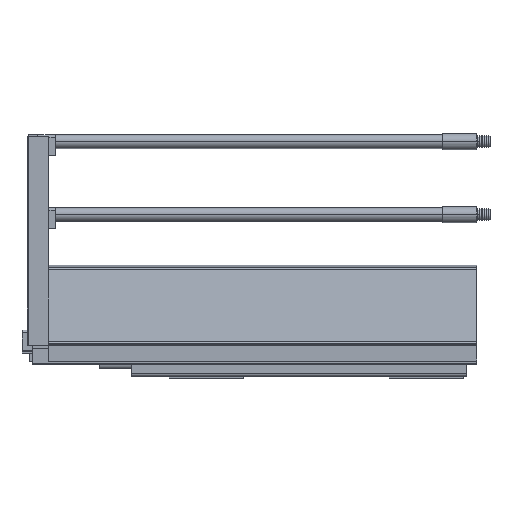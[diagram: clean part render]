
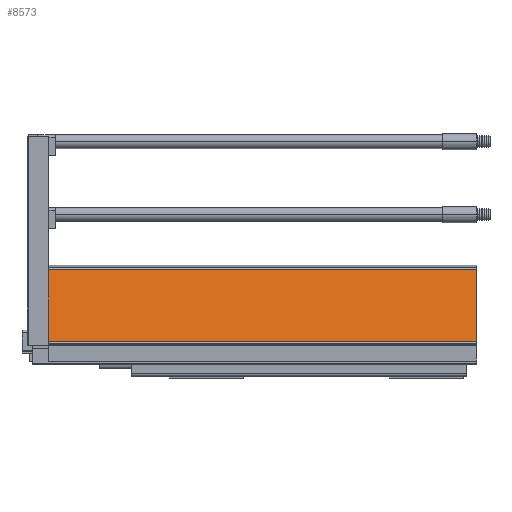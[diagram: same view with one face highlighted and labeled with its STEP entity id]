
A CAD part, top view. The second image highlights one B-rep face of the part: STEP entity #8573.
In plain terms, the highlighted planar face has unit normal (0, 0.208, 0.978).
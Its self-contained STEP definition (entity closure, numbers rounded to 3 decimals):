
#43 = CARTESIAN_POINT ( 'NONE',  ( 0., 17.084, 34.466 ) ) ;
#137 = CARTESIAN_POINT ( 'NONE',  ( 0., 80.422, 21.003 ) ) ;
#690 = AXIS2_PLACEMENT_3D ( 'NONE', #1630, #9530, #2521 ) ;
#1018 = VERTEX_POINT ( 'NONE', #4467 ) ;
#1316 = ORIENTED_EDGE ( 'NONE', *, *, #6970, .F. ) ;
#1496 = VECTOR ( 'NONE', #6276, 1000. ) ;
#1630 = CARTESIAN_POINT ( 'NONE',  ( -392., 80.422, 21.003 ) ) ;
#2070 = DIRECTION ( 'NONE',  ( 0., -0.978, 0.208 ) ) ;
#2443 = CARTESIAN_POINT ( 'NONE',  ( -375.5, 80.422, 21.003 ) ) ;
#2458 = FACE_OUTER_BOUND ( 'NONE', #11143, .T. ) ;
#2521 = DIRECTION ( 'NONE',  ( 0., -0.978, 0.208 ) ) ;
#3163 = LINE ( 'NONE', #2443, #7321 ) ;
#4197 = VERTEX_POINT ( 'NONE', #7957 ) ;
#4467 = CARTESIAN_POINT ( 'NONE',  ( -375.5, 80.422, 21.003 ) ) ;
#5136 = EDGE_CURVE ( 'NONE', #12756, #11758, #5961, .T. ) ;
#5298 = EDGE_CURVE ( 'NONE', #4197, #11758, #11213, .T. ) ;
#5424 = VECTOR ( 'NONE', #9348, 1000. ) ;
#5961 = LINE ( 'NONE', #9140, #11771 ) ;
#6276 = DIRECTION ( 'NONE',  ( 1., 0., 0. ) ) ;
#6544 = PLANE ( 'NONE',  #690 ) ;
#6970 = EDGE_CURVE ( 'NONE', #1018, #12756, #9542, .T. ) ;
#7321 = VECTOR ( 'NONE', #11081, 1000. ) ;
#7409 = CARTESIAN_POINT ( 'NONE',  ( -392., 80.422, 21.003 ) ) ;
#7957 = CARTESIAN_POINT ( 'NONE',  ( -375.5, 17.084, 34.466 ) ) ;
#8500 = CARTESIAN_POINT ( 'NONE',  ( 0., 17.084, 34.466 ) ) ;
#8573 = ADVANCED_FACE ( 'NONE', ( #2458 ), #6544, .T. ) ;
#9140 = CARTESIAN_POINT ( 'NONE',  ( 0., 80.422, 21.003 ) ) ;
#9201 = ORIENTED_EDGE ( 'NONE', *, *, #5298, .T. ) ;
#9348 = DIRECTION ( 'NONE',  ( 1., 0., 0. ) ) ;
#9530 = DIRECTION ( 'NONE',  ( 0., 0.208, 0.978 ) ) ;
#9542 = LINE ( 'NONE', #7409, #5424 ) ;
#10265 = EDGE_CURVE ( 'NONE', #1018, #4197, #3163, .T. ) ;
#10508 = ORIENTED_EDGE ( 'NONE', *, *, #5136, .F. ) ;
#11081 = DIRECTION ( 'NONE',  ( 0., -0.978, 0.208 ) ) ;
#11143 = EDGE_LOOP ( 'NONE', ( #1316, #12218, #9201, #10508 ) ) ;
#11213 = LINE ( 'NONE', #8500, #1496 ) ;
#11758 = VERTEX_POINT ( 'NONE', #43 ) ;
#11771 = VECTOR ( 'NONE', #2070, 1000. ) ;
#12218 = ORIENTED_EDGE ( 'NONE', *, *, #10265, .T. ) ;
#12756 = VERTEX_POINT ( 'NONE', #137 ) ;
